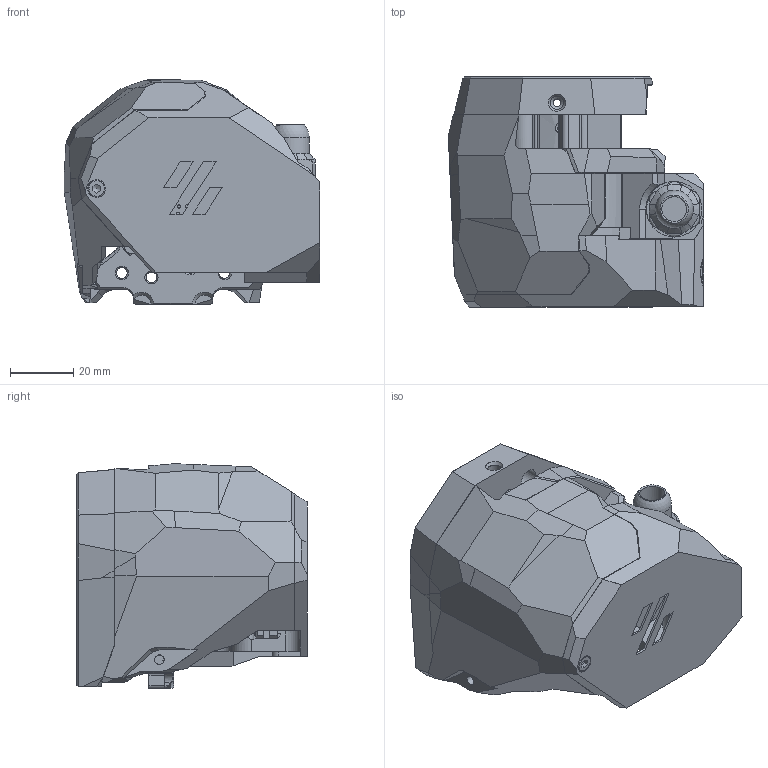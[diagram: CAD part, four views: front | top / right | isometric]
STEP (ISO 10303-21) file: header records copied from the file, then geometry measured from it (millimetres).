
FILE_DESCRIPTION(/* description */ ('STEP AP242','CAx-IF Rec.Pracs.---Representation and Presentation of Product Manufacturing Information (PMI)---4.0---2014-10-13','CAx-IF Rec.Pracs.---3D Tessellated Geometry---0.4---2014-09-14','2;1'),/* implementation_level */ '2;1');
FILE_NAME(/* name */ '63a4d50a3434d0192f8b6293',/* time_stamp */ '2022-12-22T22:07:09+00:00',/* author */ (''),/* organization */ (''),/* preprocessor_version */ 'ST-DEVELOPER v18.102',/* originating_system */ ' ',/* authorisation */ ' ');
FILE_SCHEMA (('AP242_MANAGED_MODEL_BASED_3D_ENGINEERING_MIM_LF { 1 0 10303 442 1 1 4 }'));
Products named in the file (28): CB-C2 V2 CW2; Cable Door <1>; M3 THREADED INSERT; Cable Cover V2; Cable Gland <1>; ISO 4762  - M3 x 8; PG7 Gland; Cable Gland Mount V2; ISO 7380-1 - M3 x 6; Cable Gland Sealing Nut V2; PCB Mount <1>; ISO 7380-1 - M3 x 8; ISO 7380-1 - M3 x 4; ISO 4762  - M3 x 12; ISO 4762  - M3 x 35; M3 Nut; Spacer 2x V2; PCB Mount V2; EBB36 V2; Rear Door <1>; Door V2; ISO 4762  - M3 x 6; ISO 4762  - M3 x 16; 2010 Fan; Misc CW2 parts <1>; main_body; motor; motor_plate
Assembly tree (37 placements, depth 3):
  CB-C2 V2 CW2
    Cable Door <1>
      M3 THREADED INSERT
      Cable Cover V2
    Cable Gland <1>
      ISO 4762  - M3 x 8
      PG7 Gland
      M3 THREADED INSERT  x2
      Cable Gland Mount V2
      ISO 7380-1 - M3 x 6
      Cable Gland Sealing Nut V2
    PCB Mount <1>
      M3 THREADED INSERT  x5
      ISO 7380-1 - M3 x 8  x2
      ISO 7380-1 - M3 x 4  x2
      ISO 4762  - M3 x 12
      ISO 4762  - M3 x 35
      M3 Nut
      Spacer 2x V2  x2
      PCB Mount V2
      EBB36 V2
    Rear Door <1>
      Door V2
      ISO 4762  - M3 x 6
      ISO 4762  - M3 x 16
      2010 Fan
    Misc CW2 parts <1>
      main_body
      motor
      motor_plate
Bounding box: 80.77 x 72.84 x 71.03 mm (x, y, z)
Volume: 105194.4 mm3; surface area: 74170.7 mm2
Topology: 32 solids, 35 shells, 2889 faces, 8021 edges, 5267 vertices
Faces by surface type: plane 1196, cylinder 728, cone 542, torus 240, sphere 107, bspline 76
Full cylindrical faces by diameter (mm): 0.7 x2, 0.9 x6, 0.96 x18, 1 x15, 1.2 x4, 1.3 x4, 1.4 x2, 2.4 x5, 2.5 x2, 2.8 x1, 2.9 x9, 3 x12, 3.1 x3, 3.2 x3, 3.4 x13, 3.5 x10, 4.1 x8, 4.143 x1, 4.2 x2, 4.25 x16, 4.7 x19, 5.5 x5, 5.6 x2, 5.7 x5, 5.8 x2, 6 x9, 6.248 x1, 6.4 x1, 6.5 x1, 7 x3
Entity records: 66318 total; most frequent: CARTESIAN_POINT 17405, ORIENTED_EDGE 9998, DIRECTION 9609, EDGE_CURVE 4999, VERTEX_POINT 3390, AXIS2_PLACEMENT_3D 3317, LINE 2975, VECTOR 2975
